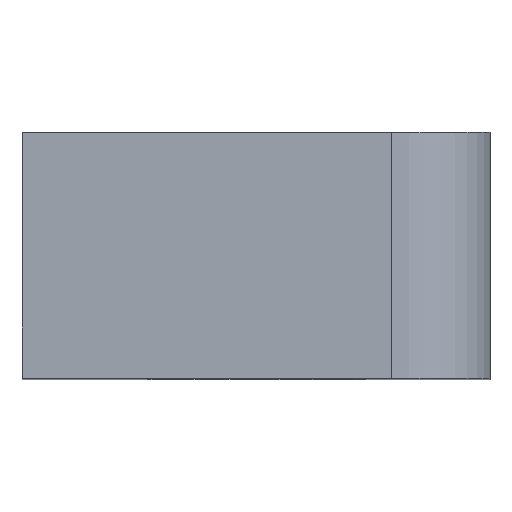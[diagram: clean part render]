
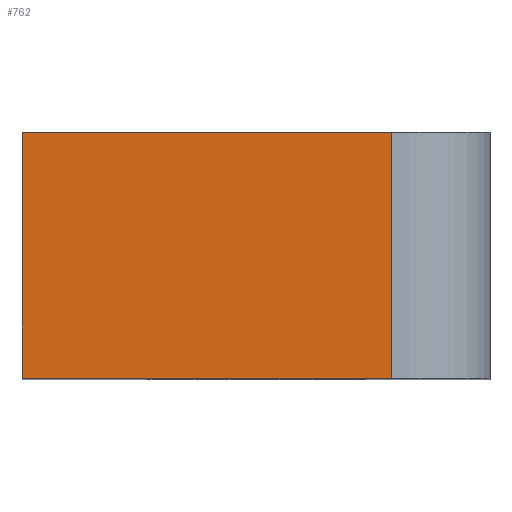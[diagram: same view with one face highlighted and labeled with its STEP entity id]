
A CAD part, top view. The second image highlights one B-rep face of the part: STEP entity #762.
In plain terms, the highlighted planar face has unit normal (0, 0, 1).
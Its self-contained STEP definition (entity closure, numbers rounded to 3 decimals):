
#73=FACE_OUTER_BOUND('',#115,.T.);
#115=EDGE_LOOP('',(#552,#553,#554,#555,#556,#557));
#169=LINE('',#1149,#253);
#182=LINE('',#1178,#266);
#183=LINE('',#1181,#267);
#184=LINE('',#1183,#268);
#185=LINE('',#1185,#269);
#186=LINE('',#1186,#270);
#253=VECTOR('',#916,10.);
#266=VECTOR('',#941,10.);
#267=VECTOR('',#944,10.);
#268=VECTOR('',#945,10.);
#269=VECTOR('',#946,10.);
#270=VECTOR('',#947,10.);
#338=VERTEX_POINT('',#1146);
#339=VERTEX_POINT('',#1148);
#349=VERTEX_POINT('',#1176);
#350=VERTEX_POINT('',#1180);
#351=VERTEX_POINT('',#1182);
#352=VERTEX_POINT('',#1184);
#413=EDGE_CURVE('',#338,#339,#169,.T.);
#428=EDGE_CURVE('',#338,#349,#182,.T.);
#429=EDGE_CURVE('',#350,#349,#183,.T.);
#430=EDGE_CURVE('',#351,#350,#184,.T.);
#431=EDGE_CURVE('',#352,#351,#185,.T.);
#432=EDGE_CURVE('',#339,#352,#186,.T.);
#552=ORIENTED_EDGE('',*,*,#428,.T.);
#553=ORIENTED_EDGE('',*,*,#429,.F.);
#554=ORIENTED_EDGE('',*,*,#430,.F.);
#555=ORIENTED_EDGE('',*,*,#431,.F.);
#556=ORIENTED_EDGE('',*,*,#432,.F.);
#557=ORIENTED_EDGE('',*,*,#413,.F.);
#731=PLANE('',#825);
#762=ADVANCED_FACE('',(#73),#731,.T.);
#825=AXIS2_PLACEMENT_3D('',#1179,#942,#943);
#916=DIRECTION('',(1.,0.,0.));
#941=DIRECTION('',(0.,-1.,0.));
#942=DIRECTION('center_axis',(0.,0.,1.));
#943=DIRECTION('ref_axis',(-1.,0.,0.));
#944=DIRECTION('',(-1.,0.,0.));
#945=DIRECTION('',(0.,1.,0.));
#946=DIRECTION('',(-1.,0.,0.));
#947=DIRECTION('',(0.,-1.,0.));
#1146=CARTESIAN_POINT('',(-1.07,3.762,10.));
#1148=CARTESIAN_POINT('',(6.433,3.762,10.));
#1149=CARTESIAN_POINT('',(8.433,3.762,10.));
#1176=CARTESIAN_POINT('',(-1.07,2.762,10.));
#1178=CARTESIAN_POINT('',(-1.07,2.262,10.));
#1179=CARTESIAN_POINT('Origin',(8.433,0.762,10.));
#1180=CARTESIAN_POINT('',(-1.067,2.762,10.));
#1181=CARTESIAN_POINT('',(8.433,2.762,10.));
#1182=CARTESIAN_POINT('',(-1.067,-1.238,10.));
#1183=CARTESIAN_POINT('',(-1.067,0.762,10.));
#1184=CARTESIAN_POINT('',(6.433,-1.238,10.));
#1185=CARTESIAN_POINT('',(8.433,-1.238,10.));
#1186=CARTESIAN_POINT('',(6.433,0.762,10.));
